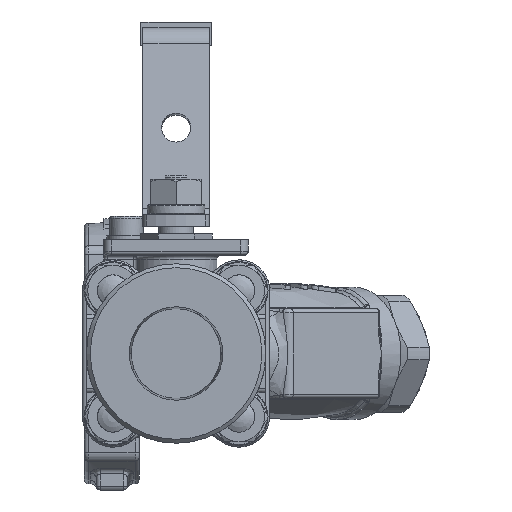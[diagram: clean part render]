
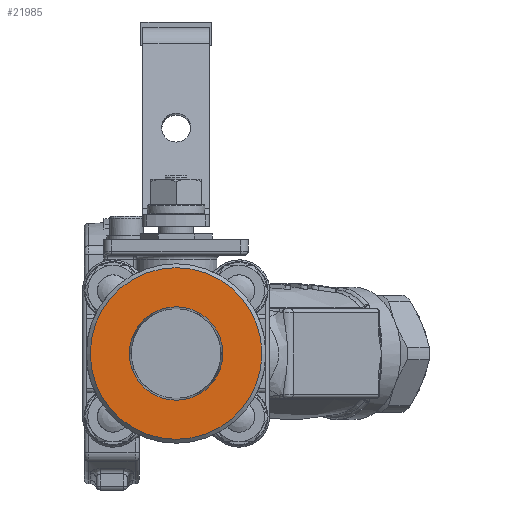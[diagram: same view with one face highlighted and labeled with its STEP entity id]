
A CAD part, left-side view. The second image highlights one B-rep face of the part: STEP entity #21985.
In plain terms, the highlighted planar face has unit normal (-1, 0, 0).
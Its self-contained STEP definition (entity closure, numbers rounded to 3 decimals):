
#1752=FACE_BOUND('',#3903,.T.);
#2040=PLANE('',#23397);
#2529=FACE_OUTER_BOUND('',#3902,.T.);
#3902=EDGE_LOOP('',(#14658));
#3903=EDGE_LOOP('',(#14659,#14660));
#7684=CIRCLE('',#23395,11.987);
#7685=CIRCLE('',#23396,11.987);
#7686=CIRCLE('',#23398,22.);
#8967=VERTEX_POINT('',#32571);
#8968=VERTEX_POINT('',#32572);
#8969=VERTEX_POINT('',#32577);
#11172=EDGE_CURVE('',#8967,#8968,#7684,.T.);
#11173=EDGE_CURVE('',#8968,#8967,#7685,.T.);
#11175=EDGE_CURVE('',#8969,#8969,#7686,.T.);
#14658=ORIENTED_EDGE('',*,*,#11175,.F.);
#14659=ORIENTED_EDGE('',*,*,#11172,.T.);
#14660=ORIENTED_EDGE('',*,*,#11173,.T.);
#21985=ADVANCED_FACE('',(#2529,#1752),#2040,.T.);
#23395=AXIS2_PLACEMENT_3D('',#32573,#26081,#26082);
#23396=AXIS2_PLACEMENT_3D('',#32574,#26083,#26084);
#23397=AXIS2_PLACEMENT_3D('',#32576,#26086,#26087);
#23398=AXIS2_PLACEMENT_3D('',#32578,#26088,#26089);
#26081=DIRECTION('center_axis',(1.,0.,0.));
#26082=DIRECTION('ref_axis',(0.,-1.,0.));
#26083=DIRECTION('center_axis',(1.,0.,0.));
#26084=DIRECTION('ref_axis',(0.,-1.,0.));
#26086=DIRECTION('center_axis',(-1.,0.,0.));
#26087=DIRECTION('ref_axis',(0.,-1.,0.));
#26088=DIRECTION('center_axis',(1.,0.,0.));
#26089=DIRECTION('ref_axis',(0.,1.,0.));
#32571=CARTESIAN_POINT('',(-143.835,17.176,0.25));
#32572=CARTESIAN_POINT('',(-143.835,41.15,0.25));
#32573=CARTESIAN_POINT('Origin',(-143.835,29.163,0.25));
#32574=CARTESIAN_POINT('Origin',(-143.835,29.163,0.25));
#32576=CARTESIAN_POINT('Origin',(-143.835,29.163,0.25));
#32577=CARTESIAN_POINT('',(-143.835,7.163,0.25));
#32578=CARTESIAN_POINT('Origin',(-143.835,29.163,0.25));
